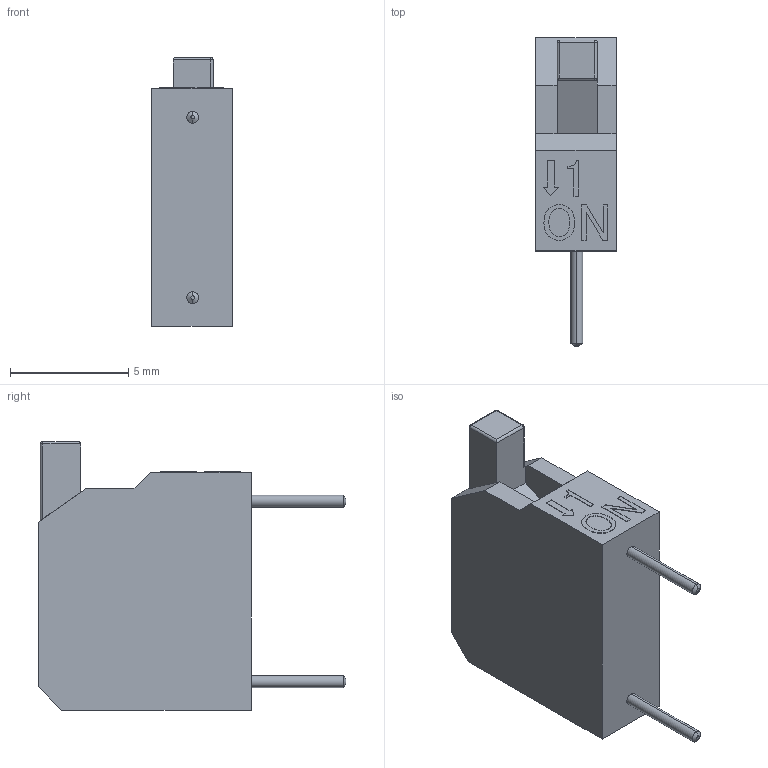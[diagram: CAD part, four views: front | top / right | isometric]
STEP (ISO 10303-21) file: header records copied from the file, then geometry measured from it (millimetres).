
FILE_DESCRIPTION (( 'STEP AP214' ), '1' );
FILE_NAME ('Switch-Piano-DIP-1.STEP', '2017-10-21T17:20:18', ( '' ), ( '' ), 'SwSTEP 2.0', 'SolidWorks 2016', '' );
FILE_SCHEMA (( 'AUTOMOTIVE_DESIGN' ));
Length unit declared in the file: millimetre
Products named in the file (1): Switch-Piano-DIP-1
Bounding box: 3.4 x 13 x 11.35 mm (x, y, z)
Volume: 294.4 mm3; surface area: 335.6 mm2
Topology: 1 solids, 1 shells, 87 faces, 220 edges, 139 vertices
Faces by surface type: plane 51, bspline 18, cylinder 11, cone 4, sphere 3
Entity records: 4123 total; most frequent: CARTESIAN_POINT 1178, ORIENTED_EDGE 434, DIRECTION 338, EDGE_CURVE 217, VECTOR 156, LINE 156, VERTEX_POINT 139, EDGE_LOOP 94
